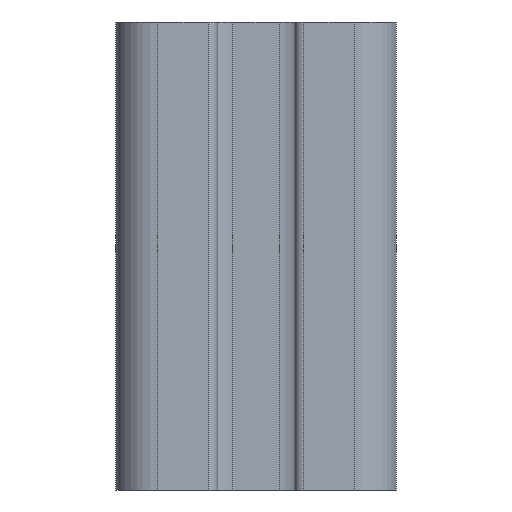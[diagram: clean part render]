
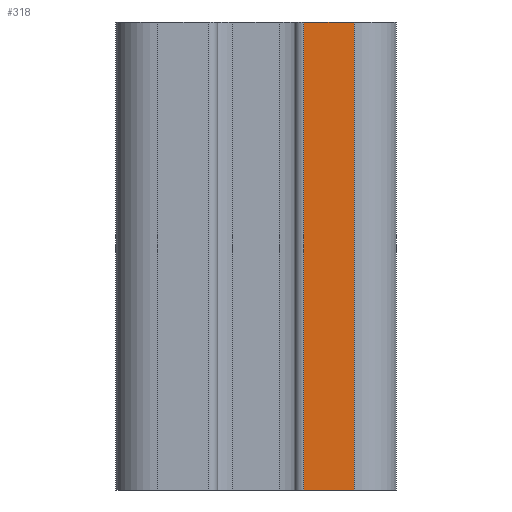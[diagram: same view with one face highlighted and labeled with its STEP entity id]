
A CAD part, left-side view. The second image highlights one B-rep face of the part: STEP entity #318.
In plain terms, the highlighted planar face has unit normal (-1, 0, 0).
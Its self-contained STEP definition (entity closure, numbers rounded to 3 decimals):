
#126 = VERTEX_POINT ( 'NONE', #1410 ) ;
#228 = CARTESIAN_POINT ( 'NONE',  ( -15., -5.1, 25. ) ) ;
#283 = DIRECTION ( 'NONE',  ( 0., -1., 0. ) ) ;
#318 = ADVANCED_FACE ( 'NONE', ( #851 ), #827, .F. ) ;
#321 = LINE ( 'NONE', #1394, #1607 ) ;
#325 = CARTESIAN_POINT ( 'NONE',  ( -15., -5.1, 25. ) ) ;
#417 = CARTESIAN_POINT ( 'NONE',  ( -15., -10.5, 25. ) ) ;
#471 = EDGE_CURVE ( 'NONE', #126, #1457, #1651, .T. ) ;
#552 = DIRECTION ( 'NONE',  ( 0., 0., -1. ) ) ;
#589 = VECTOR ( 'NONE', #283, 1000. ) ;
#656 = ORIENTED_EDGE ( 'NONE', *, *, #471, .F. ) ;
#661 = VERTEX_POINT ( 'NONE', #1175 ) ;
#691 = LINE ( 'NONE', #1793, #880 ) ;
#827 = PLANE ( 'NONE',  #970 ) ;
#851 = FACE_OUTER_BOUND ( 'NONE', #1497, .T. ) ;
#880 = VECTOR ( 'NONE', #1145, 1000. ) ;
#954 = ORIENTED_EDGE ( 'NONE', *, *, #1146, .T. ) ;
#970 = AXIS2_PLACEMENT_3D ( 'NONE', #228, #981, #1590 ) ;
#981 = DIRECTION ( 'NONE',  ( 1., 0., 0. ) ) ;
#1124 = VERTEX_POINT ( 'NONE', #1642 ) ;
#1145 = DIRECTION ( 'NONE',  ( 0., -1., 0. ) ) ;
#1146 = EDGE_CURVE ( 'NONE', #126, #1124, #1623, .T. ) ;
#1175 = CARTESIAN_POINT ( 'NONE',  ( -15., -10.5, -25. ) ) ;
#1215 = DIRECTION ( 'NONE',  ( 0., 0., -1. ) ) ;
#1294 = EDGE_CURVE ( 'NONE', #1457, #661, #321, .T. ) ;
#1384 = VECTOR ( 'NONE', #552, 1000. ) ;
#1394 = CARTESIAN_POINT ( 'NONE',  ( -15., -10.5, 25. ) ) ;
#1410 = CARTESIAN_POINT ( 'NONE',  ( -15., -5.1, 25. ) ) ;
#1457 = VERTEX_POINT ( 'NONE', #417 ) ;
#1497 = EDGE_LOOP ( 'NONE', ( #1508, #1533, #656, #954 ) ) ;
#1508 = ORIENTED_EDGE ( 'NONE', *, *, #1949, .T. ) ;
#1533 = ORIENTED_EDGE ( 'NONE', *, *, #1294, .F. ) ;
#1590 = DIRECTION ( 'NONE',  ( 0., 0., -1. ) ) ;
#1607 = VECTOR ( 'NONE', #1215, 1000. ) ;
#1623 = LINE ( 'NONE', #1928, #1384 ) ;
#1642 = CARTESIAN_POINT ( 'NONE',  ( -15., -5.1, -25. ) ) ;
#1651 = LINE ( 'NONE', #325, #589 ) ;
#1793 = CARTESIAN_POINT ( 'NONE',  ( -15., -5.1, -25. ) ) ;
#1928 = CARTESIAN_POINT ( 'NONE',  ( -15., -5.1, 25. ) ) ;
#1949 = EDGE_CURVE ( 'NONE', #1124, #661, #691, .T. ) ;
